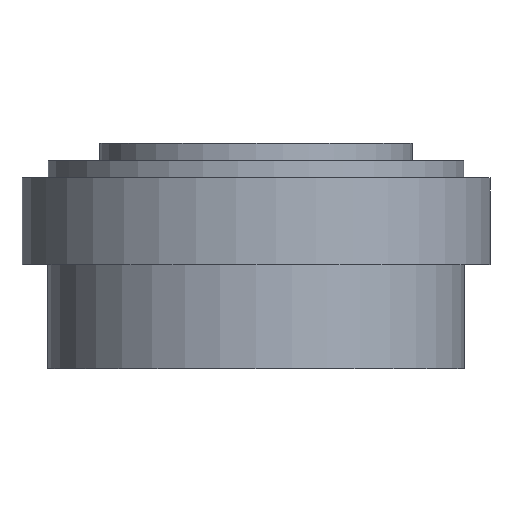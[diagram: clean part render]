
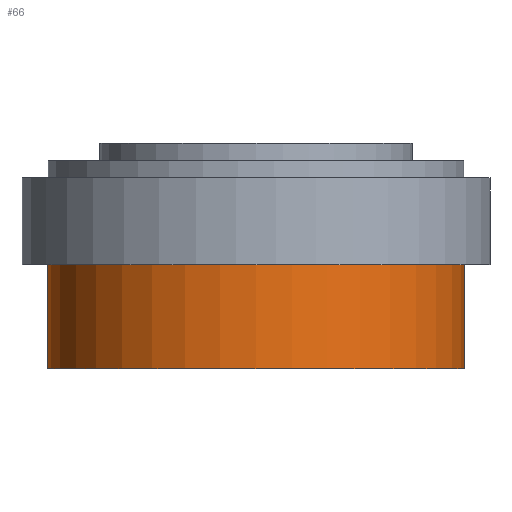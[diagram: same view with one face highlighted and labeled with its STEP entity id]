
A CAD part, left-side view. The second image highlights one B-rep face of the part: STEP entity #66.
In plain terms, the highlighted cylindrical face has radius 6 mm (diameter 12 mm), a full revolution.
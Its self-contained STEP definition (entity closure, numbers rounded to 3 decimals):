
#66 = ADVANCED_FACE( '', ( #153, #154 ), #155, .T. );
#153 = FACE_OUTER_BOUND( '', #274, .T. );
#154 = FACE_OUTER_BOUND( '', #275, .T. );
#155 = CYLINDRICAL_SURFACE( '', #276, 6. );
#274 = EDGE_LOOP( '', ( #408 ) );
#275 = EDGE_LOOP( '', ( #409 ) );
#276 = AXIS2_PLACEMENT_3D( '', #410, #411, #412 );
#408 = ORIENTED_EDGE( '', *, *, #601, .F. );
#409 = ORIENTED_EDGE( '', *, *, #602, .T. );
#410 = CARTESIAN_POINT( '', ( -19.125, 0., -3. ) );
#411 = DIRECTION( '', ( 0., 0., -1. ) );
#412 = DIRECTION( '', ( 1., 0., 0. ) );
#601 = EDGE_CURVE( '', #698, #698, #699, .T. );
#602 = EDGE_CURVE( '', #700, #700, #701, .T. );
#698 = VERTEX_POINT( '', #824 );
#699 = CIRCLE( '', #825, 6. );
#700 = VERTEX_POINT( '', #826 );
#701 = CIRCLE( '', #827, 6. );
#824 = CARTESIAN_POINT( '', ( -13.125, 0., -3. ) );
#825 = AXIS2_PLACEMENT_3D( '', #965, #966, #967 );
#826 = CARTESIAN_POINT( '', ( -13.125, 0., 0. ) );
#827 = AXIS2_PLACEMENT_3D( '', #968, #969, #970 );
#965 = CARTESIAN_POINT( '', ( -19.125, 0., -3. ) );
#966 = DIRECTION( '', ( 0., 0., -1. ) );
#967 = DIRECTION( '', ( 1., 0., 0. ) );
#968 = CARTESIAN_POINT( '', ( -19.125, 0., 0. ) );
#969 = DIRECTION( '', ( 0., 0., -1. ) );
#970 = DIRECTION( '', ( 1., 0., 0. ) );
